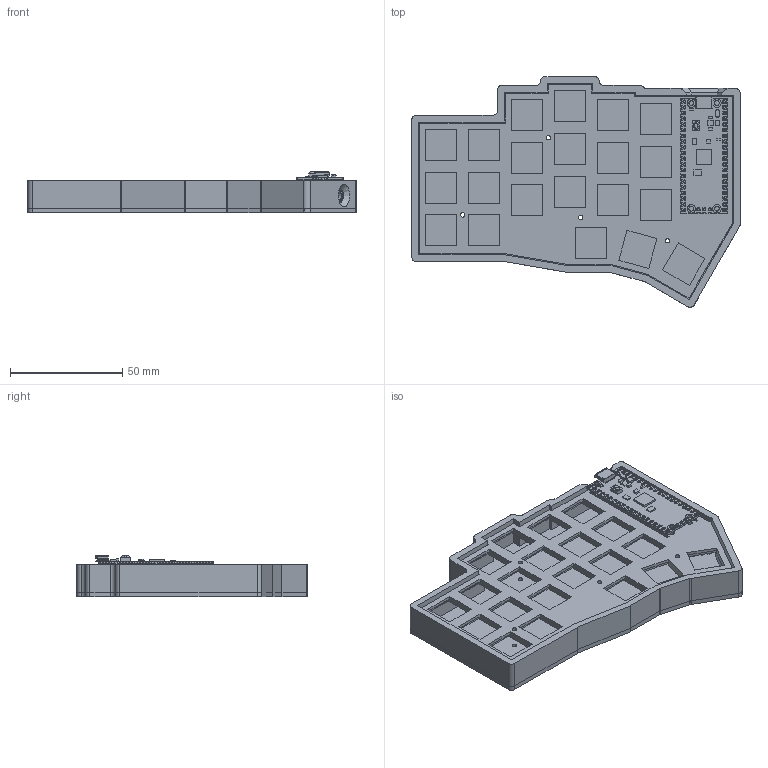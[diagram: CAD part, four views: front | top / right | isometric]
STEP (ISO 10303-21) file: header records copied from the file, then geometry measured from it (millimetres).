
FILE_DESCRIPTION(/* description */ (''),/* implementation_level */ '2;1');
FILE_NAME(/* name */ 'hwpiantor.step',/* time_stamp */ '2025-05-18T19:30:32-05:00',/* author */ (''),/* organization */ (''),/* preprocessor_version */ 'ST-DEVELOPER v20.1',/* originating_system */ 'Autodesk Translation Framework v14.4.0.0',/* authorisation */ '');
FILE_SCHEMA (('AUTOMOTIVE_DESIGN { 1 0 10303 214 3 1 1 }'));
Length unit declared in the file: millimetre
Products named in the file (22): piantor; plate; pico; PICO_REF_BOARD; PICO_REF_COMP_3; PICO_REF_COMP_4; PICO_REF_COMP_5; PICO_REF_COMP_6; PICO_REF_COMP_2; PICO_REF_COMP_3_1; PICO_REF_USB; PICO_REF_SWITCH; PICO_REF_MICROCONTROLLER; PICO_REF_COMP_1; PICO_REF_LED; PICO_REF_COMP_7; PICO_REF_INDUCTOR; case-2-parts; case-bottom-printed; case-wall; trrs-socket; case
Assembly tree (21 placements, depth 3):
  piantor
    plate
    pico
      PICO_REF_BOARD
      PICO_REF_COMP_3
      PICO_REF_COMP_4
      PICO_REF_COMP_5
      PICO_REF_COMP_6
      PICO_REF_COMP_2
      PICO_REF_COMP_3_1
      PICO_REF_USB
      PICO_REF_SWITCH
      PICO_REF_MICROCONTROLLER
      PICO_REF_COMP_1
      PICO_REF_LED
      PICO_REF_COMP_7
      PICO_REF_INDUCTOR
    case-2-parts
      case-bottom-printed
      case-wall
    trrs-socket
    case
Bounding box: 145.9 x 102.49 x 18.33 mm (x, y, z)
Volume: 128638.7 mm3; surface area: 93753.3 mm2
Topology: 23 solids, 23 shells, 1126 faces, 3125 edges, 2062 vertices
Faces by surface type: plane 906, cylinder 197, sphere 10, torus 9, bspline 4
Full cylindrical faces by diameter (mm): 1 x43, 2 x15, 2.1 x8, 3.5 x1, 4 x10, 5 x1
Entity records: 37283 total; most frequent: CARTESIAN_POINT 6958, ORIENTED_EDGE 6250, DIRECTION 5989, EDGE_CURVE 3125, LINE 2483, VECTOR 2483, VERTEX_POINT 2062, AXIS2_PLACEMENT_3D 1753
